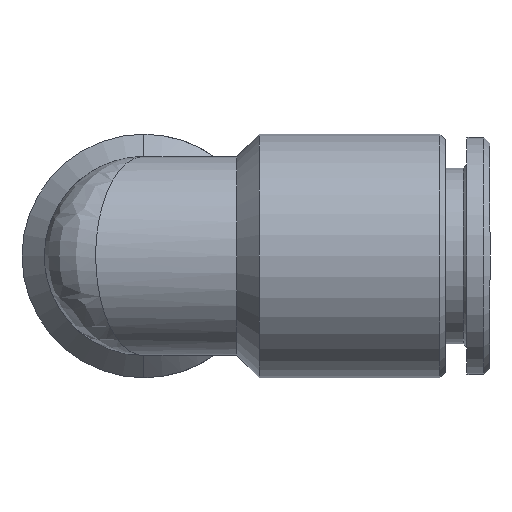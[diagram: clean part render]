
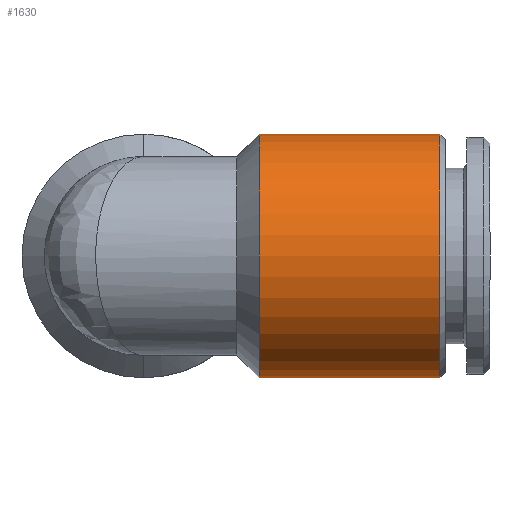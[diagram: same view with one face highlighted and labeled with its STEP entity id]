
A CAD part, left-side view. The second image highlights one B-rep face of the part: STEP entity #1630.
In plain terms, the highlighted cylindrical face has radius 9.5 mm (diameter 19 mm), a partial arc.
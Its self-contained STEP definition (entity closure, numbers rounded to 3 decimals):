
#36 = FACE_OUTER_BOUND ( 'NONE', #1611, .T. ) ;
#108 = DIRECTION ( 'NONE',  ( 0., 0., 1. ) ) ;
#109 = DIRECTION ( 'NONE',  ( 0., 1., 0. ) ) ;
#110 = AXIS2_PLACEMENT_3D ( 'NONE', #163, #109, #108 ) ;
#118 = CYLINDRICAL_SURFACE ( 'NONE', #110, 9.5 ) ;
#163 = CARTESIAN_POINT ( 'NONE',  ( 0., 6., 0. ) ) ;
#1057 = CARTESIAN_POINT ( 'NONE',  ( 0., -23.1, 0. ) ) ;
#1058 = AXIS2_PLACEMENT_3D ( 'NONE', #1057, #1103, #1102 ) ;
#1059 = CIRCLE ( 'NONE', #1058, 9.5 ) ;
#1102 = DIRECTION ( 'NONE',  ( 0., 0., 1. ) ) ;
#1103 = DIRECTION ( 'NONE',  ( 0., 1., 0. ) ) ;
#1279 = EDGE_CURVE ( 'NONE', #1336, #1330, #1953, .T. ) ;
#1286 = EDGE_CURVE ( 'NONE', #1347, #1345, #1926, .T. ) ;
#1330 = VERTEX_POINT ( 'NONE', #2077 ) ;
#1336 = VERTEX_POINT ( 'NONE', #2095 ) ;
#1345 = VERTEX_POINT ( 'NONE', #2086 ) ;
#1347 = VERTEX_POINT ( 'NONE', #2085 ) ;
#1423 = EDGE_CURVE ( 'NONE', #1345, #1330, #2241, .T. ) ;
#1513 = ORIENTED_EDGE ( 'NONE', *, *, #1514, .T. ) ;
#1514 = EDGE_CURVE ( 'NONE', #1347, #1336, #1059, .T. ) ;
#1516 = ORIENTED_EDGE ( 'NONE', *, *, #1423, .F. ) ;
#1608 = ORIENTED_EDGE ( 'NONE', *, *, #1286, .F. ) ;
#1611 = EDGE_LOOP ( 'NONE', ( #1608, #1513, #1626, #1516 ) ) ;
#1626 = ORIENTED_EDGE ( 'NONE', *, *, #1279, .T. ) ;
#1630 = ADVANCED_FACE ( 'NONE', ( #36 ), #118, .T. ) ;
#1863 = VECTOR ( 'NONE', #1865, 1000. ) ;
#1865 = DIRECTION ( 'NONE',  ( 0., 1., 0. ) ) ;
#1925 = CARTESIAN_POINT ( 'NONE',  ( 0., 6., -9.5 ) ) ;
#1926 = LINE ( 'NONE', #1925, #1863 ) ;
#1950 = DIRECTION ( 'NONE',  ( 0., 1., 0. ) ) ;
#1951 = VECTOR ( 'NONE', #1950, 1000. ) ;
#1952 = CARTESIAN_POINT ( 'NONE',  ( 0., 6., 9.5 ) ) ;
#1953 = LINE ( 'NONE', #1952, #1951 ) ;
#2077 = CARTESIAN_POINT ( 'NONE',  ( 0., -9., 9.5 ) ) ;
#2085 = CARTESIAN_POINT ( 'NONE',  ( 0., -23.1, -9.5 ) ) ;
#2086 = CARTESIAN_POINT ( 'NONE',  ( 0., -9., -9.5 ) ) ;
#2095 = CARTESIAN_POINT ( 'NONE',  ( 0., -23.1, 9.5 ) ) ;
#2240 = AXIS2_PLACEMENT_3D ( 'NONE', #2294, #2293, #2292 ) ;
#2241 = CIRCLE ( 'NONE', #2240, 9.5 ) ;
#2292 = DIRECTION ( 'NONE',  ( 0., 0., 1. ) ) ;
#2293 = DIRECTION ( 'NONE',  ( 0., 1., 0. ) ) ;
#2294 = CARTESIAN_POINT ( 'NONE',  ( 0., -9., 0. ) ) ;
